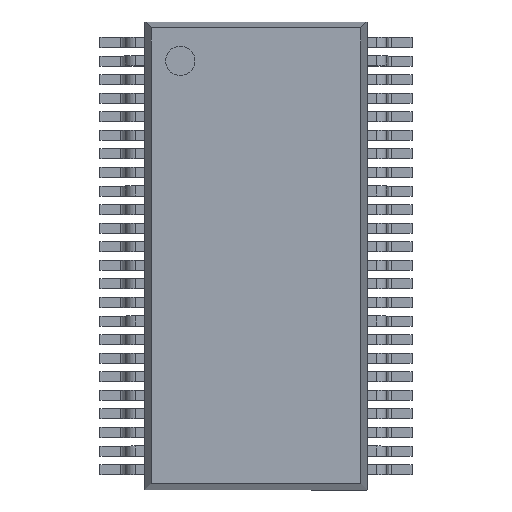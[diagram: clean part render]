
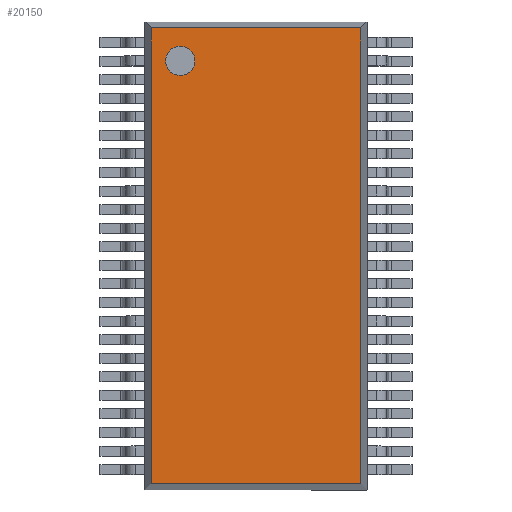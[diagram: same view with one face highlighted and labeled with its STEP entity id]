
A CAD part, top view. The second image highlights one B-rep face of the part: STEP entity #20150.
In plain terms, the highlighted planar face has unit normal (0, 0, 1).
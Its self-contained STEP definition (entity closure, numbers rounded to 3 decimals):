
#19539=CARTESIAN_POINT('',(-2.089,6.668,2.79));
#19540=VERTEX_POINT('',#19539);
#19556=CARTESIAN_POINT('',(-3.089,6.668,2.79));
#19557=VERTEX_POINT('',#19556);
#19564=CARTESIAN_POINT('',(-2.589,6.668,2.79));
#19565=DIRECTION('',(0.0,0.0,-1.0));
#19566=DIRECTION('',(1.0,0.0,0.0));
#19567=AXIS2_PLACEMENT_3D('',#19564,#19565,#19566);
#19568=CIRCLE('',#19567,0.5);
#19569=EDGE_CURVE('',#19540,#19557,#19568,.T.);
#19580=CARTESIAN_POINT('',(-2.589,6.668,2.79));
#19581=DIRECTION('',(0.0,0.0,-1.0));
#19582=DIRECTION('',(1.0,0.0,0.0));
#19583=AXIS2_PLACEMENT_3D('',#19580,#19581,#19582);
#19584=CIRCLE('',#19583,0.5);
#19585=EDGE_CURVE('',#19557,#19540,#19584,.T.);
#19613=CARTESIAN_POINT('',(3.589,-7.794,2.79));
#19614=VERTEX_POINT('',#19613);
#19623=CARTESIAN_POINT('',(-3.589,-7.794,2.79));
#19624=VERTEX_POINT('',#19623);
#19625=CARTESIAN_POINT('',(-3.589,-7.794,2.79));
#19626=DIRECTION('',(1.0,0.0,0.0));
#19627=VECTOR('',#19626,7.177);
#19628=LINE('',#19625,#19627);
#19629=EDGE_CURVE('',#19624,#19614,#19628,.T.);
#19859=CARTESIAN_POINT('',(-3.589,7.794,2.79));
#19860=VERTEX_POINT('',#19859);
#19869=CARTESIAN_POINT('',(3.589,7.794,2.79));
#19870=VERTEX_POINT('',#19869);
#19871=CARTESIAN_POINT('',(3.589,7.794,2.79));
#19872=DIRECTION('',(-1.0,0.0,0.0));
#19873=VECTOR('',#19872,7.177);
#19874=LINE('',#19871,#19873);
#19875=EDGE_CURVE('',#19870,#19860,#19874,.T.);
#20119=CARTESIAN_POINT('',(-3.589,7.794,2.79));
#20120=DIRECTION('',(0.0,-1.0,0.0));
#20121=VECTOR('',#20120,15.587);
#20122=LINE('',#20119,#20121);
#20123=EDGE_CURVE('',#19860,#19624,#20122,.T.);
#20130=CARTESIAN_POINT('',(-3.589,8.,2.79));
#20131=DIRECTION('',(0.0,0.0,1.0));
#20132=DIRECTION('',(0.0,-1.0,0.0));
#20133=AXIS2_PLACEMENT_3D('',#20130,#20131,#20132);
#20134=PLANE('',#20133);
#20135=ORIENTED_EDGE('',*,*,#19629,.T.);
#20136=CARTESIAN_POINT('',(3.589,7.794,2.79));
#20137=DIRECTION('',(0.0,-1.0,0.0));
#20138=VECTOR('',#20137,15.587);
#20139=LINE('',#20136,#20138);
#20140=EDGE_CURVE('',#19870,#19614,#20139,.T.);
#20141=ORIENTED_EDGE('',*,*,#20140,.F.);
#20142=ORIENTED_EDGE('',*,*,#19875,.T.);
#20143=ORIENTED_EDGE('',*,*,#20123,.T.);
#20144=EDGE_LOOP('',(#20135,#20141,#20142,#20143));
#20145=FACE_OUTER_BOUND('',#20144,.T.);
#20146=ORIENTED_EDGE('',*,*,#19569,.T.);
#20147=ORIENTED_EDGE('',*,*,#19585,.T.);
#20148=EDGE_LOOP('',(#20146,#20147));
#20149=FACE_BOUND('',#20148,.T.);
#20150=ADVANCED_FACE('',(#20145,#20149),#20134,.T.);
